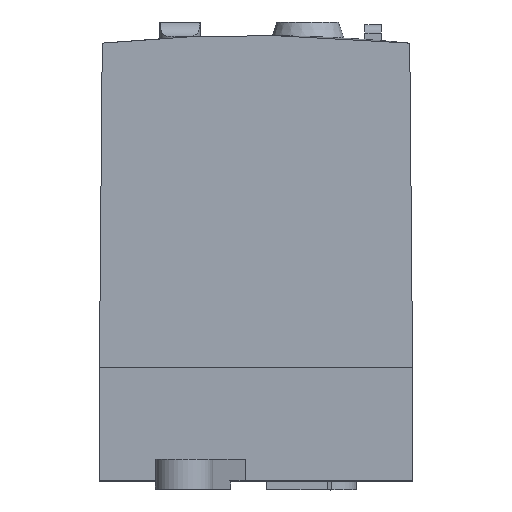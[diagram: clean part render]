
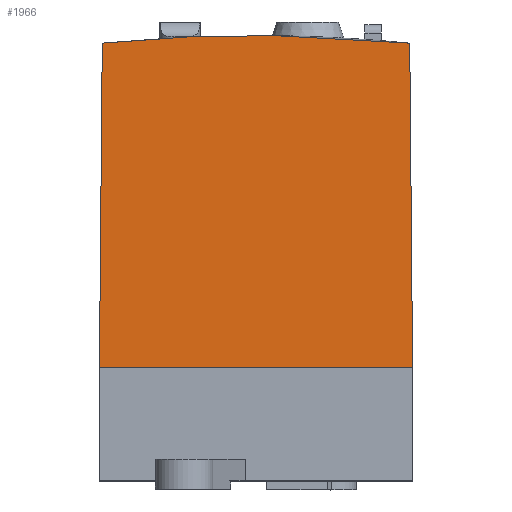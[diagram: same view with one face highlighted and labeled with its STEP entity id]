
A CAD part, top view. The second image highlights one B-rep face of the part: STEP entity #1966.
In plain terms, the highlighted planar face has unit normal (0, 0.009, 1).
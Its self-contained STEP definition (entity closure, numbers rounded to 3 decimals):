
#1953=AXIS2_PLACEMENT_3D('Plane Axis2P3D',#1950,#1951,#1952) ;
#103=CARTESIAN_POINT('Vertex',(-37.412,176.543,44.312)) ;
#107=CARTESIAN_POINT('Control Point',(37.412,176.543,44.312)) ;
#108=CARTESIAN_POINT('Control Point',(18.767,178.398,44.296)) ;
#109=CARTESIAN_POINT('Control Point',(0.,179.021,44.29)) ;
#110=CARTESIAN_POINT('Control Point',(-18.767,178.398,44.296)) ;
#111=CARTESIAN_POINT('Control Point',(-37.412,176.543,44.312)) ;
#112=CARTESIAN_POINT('Vertex',(37.412,176.543,44.312)) ;
#1134=CARTESIAN_POINT('Vertex',(-38.1,97.7,45.)) ;
#1428=CARTESIAN_POINT('Vertex',(38.1,97.7,45.)) ;
#1431=CARTESIAN_POINT('Line Origine',(0.,97.7,45.)) ;
#1916=CARTESIAN_POINT('Line Origine',(37.756,137.121,44.656)) ;
#1950=CARTESIAN_POINT('Axis2P3D Location',(0.,97.7,45.)) ;
#1955=CARTESIAN_POINT('Line Origine',(-37.756,137.121,44.656)) ;
#1432=DIRECTION('Vector Direction',(-1.,0.,0.)) ;
#1917=DIRECTION('Vector Direction',(-0.009,1.,-0.009)) ;
#1951=DIRECTION('Axis2P3D Direction',(0.,0.009,1.)) ;
#1952=DIRECTION('Axis2P3D XDirection',(0.,1.,-0.009)) ;
#1956=DIRECTION('Vector Direction',(0.009,1.,-0.009)) ;
#1433=VECTOR('Line Direction',#1432,1.) ;
#1918=VECTOR('Line Direction',#1917,1.) ;
#1957=VECTOR('Line Direction',#1956,1.) ;
#1961=ORIENTED_EDGE('',*,*,#1435,.F.) ;
#1962=ORIENTED_EDGE('',*,*,#1920,.T.) ;
#1963=ORIENTED_EDGE('',*,*,#114,.T.) ;
#1964=ORIENTED_EDGE('',*,*,#1959,.F.) ;
#1966=ADVANCED_FACE('Comando motore diretto MOD',(#1965),#1954,.T.) ;
#106=B_SPLINE_CURVE_WITH_KNOTS('',4,(#107,#108,#109,#110,#111),.UNSPECIFIED.,.F.,.U.,(5,5),(0.,105.991),.UNSPECIFIED.) ;
#114=EDGE_CURVE('',#113,#104,#106,.T.) ;
#1435=EDGE_CURVE('',#1429,#1135,#1434,.T.) ;
#1920=EDGE_CURVE('',#1429,#113,#1919,.T.) ;
#1959=EDGE_CURVE('',#1135,#104,#1958,.T.) ;
#1960=EDGE_LOOP('',(#1961,#1962,#1963,#1964)) ;
#1965=FACE_OUTER_BOUND('',#1960,.T.) ;
#1434=LINE('Line',#1431,#1433) ;
#1919=LINE('Line',#1916,#1918) ;
#1958=LINE('Line',#1955,#1957) ;
#1954=PLANE('',#1953) ;
#104=VERTEX_POINT('',#103) ;
#113=VERTEX_POINT('',#112) ;
#1135=VERTEX_POINT('',#1134) ;
#1429=VERTEX_POINT('',#1428) ;
